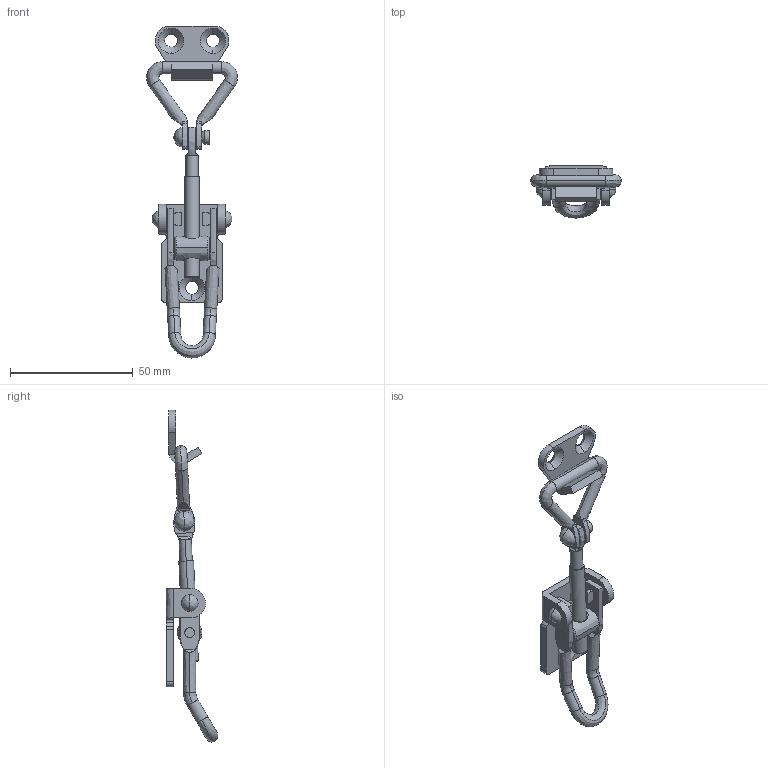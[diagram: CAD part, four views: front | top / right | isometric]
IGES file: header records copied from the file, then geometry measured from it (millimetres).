
Start section: ------------------------------------------------------------------------
Global section: file name: PC002.13092.TL_450SUS_18241.igs; native system: spGate; preprocessor: ver19.8.4 (****-****-****-****); author: Unknown; organization: Unknown; date: 250829.183702; units: millimetre
Bounding box: 37 x 21.1 x 135.04 mm (x, y, z)
Volume: 12472.6 mm3; surface area: 11024.1 mm2
Topology: 6 solids, 6 shells, 222 faces, 542 edges, 337 vertices
Faces by surface type: bspline 222
